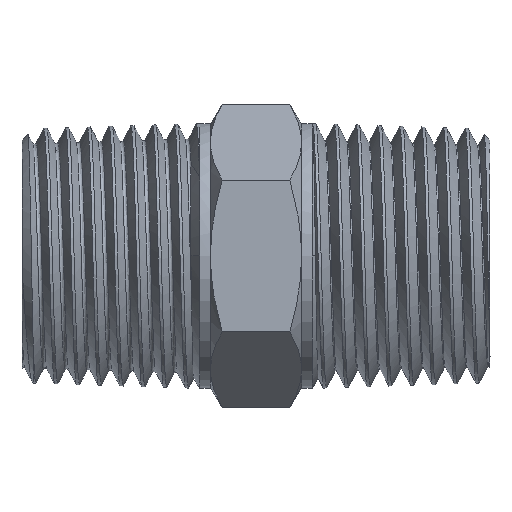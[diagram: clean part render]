
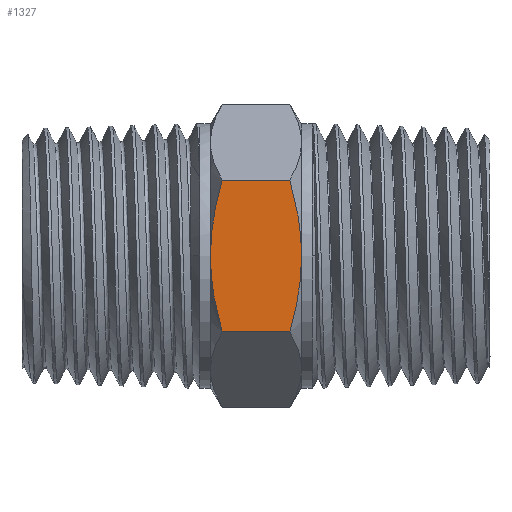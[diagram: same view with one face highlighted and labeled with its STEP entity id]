
A CAD part, front view. The second image highlights one B-rep face of the part: STEP entity #1327.
In plain terms, the highlighted face is planar.
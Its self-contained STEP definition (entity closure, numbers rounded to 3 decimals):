
#36=(
BOUNDED_CURVE()
B_SPLINE_CURVE(2,(#14282,#14283,#14284),.UNSPECIFIED.,.F.,.F.)
B_SPLINE_CURVE_WITH_KNOTS((3,3),(30.073,40.98),
 .UNSPECIFIED.)
CURVE()
GEOMETRIC_REPRESENTATION_ITEM()
RATIONAL_B_SPLINE_CURVE((2.202,2.202,2.044))
REPRESENTATION_ITEM('')
);
#39=(
BOUNDED_CURVE()
B_SPLINE_CURVE(2,(#14293,#14294,#14295),.UNSPECIFIED.,.F.,.F.)
B_SPLINE_CURVE_WITH_KNOTS((3,3),(20.534,31.923),
 .UNSPECIFIED.)
CURVE()
GEOMETRIC_REPRESENTATION_ITEM()
RATIONAL_B_SPLINE_CURVE((2.129,2.294,2.294))
REPRESENTATION_ITEM('')
);
#41=(
BOUNDED_CURVE()
B_SPLINE_CURVE(2,(#14303,#14304,#14305),.UNSPECIFIED.,.F.,.F.)
B_SPLINE_CURVE_WITH_KNOTS((3,3),(19.167,30.073),
 .UNSPECIFIED.)
CURVE()
GEOMETRIC_REPRESENTATION_ITEM()
RATIONAL_B_SPLINE_CURVE((2.044,2.202,2.202))
REPRESENTATION_ITEM('')
);
#42=(
BOUNDED_CURVE()
B_SPLINE_CURVE(2,(#14308,#14309,#14310),.UNSPECIFIED.,.F.,.F.)
B_SPLINE_CURVE_WITH_KNOTS((3,3),(31.923,43.313),
 .UNSPECIFIED.)
CURVE()
GEOMETRIC_REPRESENTATION_ITEM()
RATIONAL_B_SPLINE_CURVE((2.294,2.294,2.129))
REPRESENTATION_ITEM('')
);
#102=LINE('',#14297,#153);
#103=LINE('',#14315,#154);
#153=VECTOR('',#1699,1000.);
#154=VECTOR('',#1706,1000.);
#384=FACE_OUTER_BOUND('',#465,.T.);
#465=EDGE_LOOP('',(#1230,#1231,#1232,#1233,#1234,#1235));
#507=VERTEX_POINT('',#1721);
#567=VERTEX_POINT('',#7992);
#629=VERTEX_POINT('',#14281);
#630=VERTEX_POINT('',#14289);
#631=VERTEX_POINT('',#14299);
#632=VERTEX_POINT('',#14307);
#826=EDGE_CURVE('',#629,#507,#36,.F.);
#829=EDGE_CURVE('',#567,#630,#39,.F.);
#830=EDGE_CURVE('',#629,#630,#102,.T.);
#832=EDGE_CURVE('',#507,#631,#41,.F.);
#833=EDGE_CURVE('',#632,#567,#42,.F.);
#835=EDGE_CURVE('',#631,#632,#103,.T.);
#1230=ORIENTED_EDGE('',*,*,#835,.T.);
#1231=ORIENTED_EDGE('',*,*,#833,.T.);
#1232=ORIENTED_EDGE('',*,*,#829,.T.);
#1233=ORIENTED_EDGE('',*,*,#830,.F.);
#1234=ORIENTED_EDGE('',*,*,#826,.T.);
#1235=ORIENTED_EDGE('',*,*,#832,.T.);
#1250=PLANE('',#1437);
#1327=ADVANCED_FACE('',(#384),#1250,.T.);
#1437=AXIS2_PLACEMENT_3D('',#14314,#1704,#1705);
#1699=DIRECTION('',(0.,0.,-1.));
#1704=DIRECTION('center_axis',(-1.,0.,0.));
#1705=DIRECTION('ref_axis',(0.,1.,0.));
#1706=DIRECTION('',(0.,0.,-1.));
#1721=CARTESIAN_POINT('',(-8.5,0.,18.1));
#7992=CARTESIAN_POINT('',(-8.5,0.,12.2));
#14281=CARTESIAN_POINT('',(-8.5,-4.907,17.341));
#14282=CARTESIAN_POINT('Ctrl Pts',(-8.5,0.,
18.1));
#14283=CARTESIAN_POINT('Ctrl Pts',(-8.5,-2.278,
18.1));
#14284=CARTESIAN_POINT('Ctrl Pts',(-8.5,-4.907,17.341));
#14289=CARTESIAN_POINT('',(-8.5,-4.907,12.959));
#14293=CARTESIAN_POINT('Ctrl Pts',(-8.5,-4.907,12.959));
#14294=CARTESIAN_POINT('Ctrl Pts',(-8.5,-2.278,12.2));
#14295=CARTESIAN_POINT('Ctrl Pts',(-8.5,0.,12.2));
#14297=CARTESIAN_POINT('',(-8.5,-4.907,17.65));
#14299=CARTESIAN_POINT('',(-8.5,4.907,17.341));
#14303=CARTESIAN_POINT('Ctrl Pts',(-8.5,4.907,17.341));
#14304=CARTESIAN_POINT('Ctrl Pts',(-8.5,2.278,18.1));
#14305=CARTESIAN_POINT('Ctrl Pts',(-8.5,0.,
18.1));
#14307=CARTESIAN_POINT('',(-8.5,4.907,12.959));
#14308=CARTESIAN_POINT('Ctrl Pts',(-8.5,0.,12.2));
#14309=CARTESIAN_POINT('Ctrl Pts',(-8.5,2.278,12.2));
#14310=CARTESIAN_POINT('Ctrl Pts',(-8.5,4.907,12.959));
#14314=CARTESIAN_POINT('Origin',(-8.5,-4.907,17.65));
#14315=CARTESIAN_POINT('',(-8.5,4.907,17.65));
